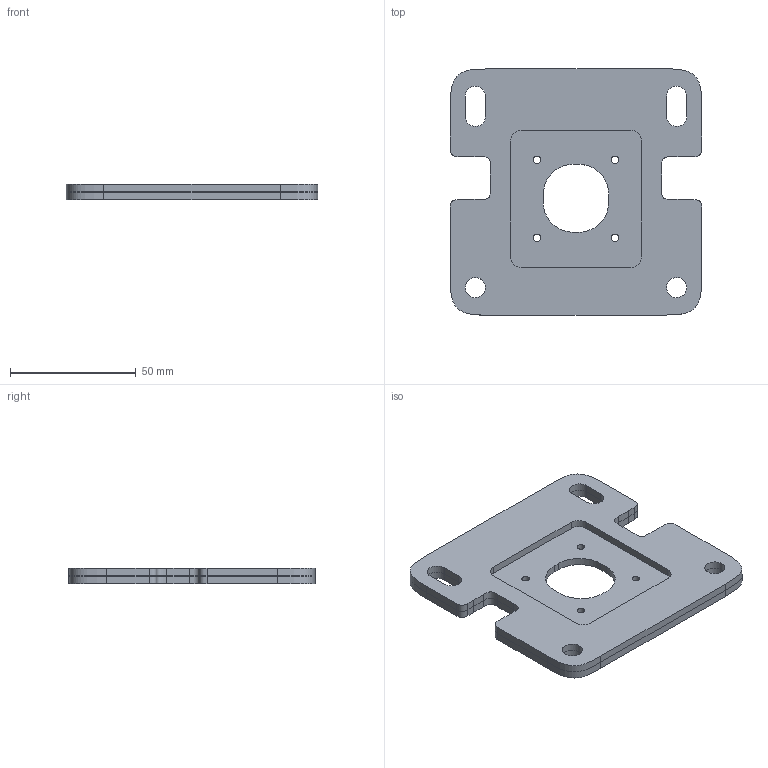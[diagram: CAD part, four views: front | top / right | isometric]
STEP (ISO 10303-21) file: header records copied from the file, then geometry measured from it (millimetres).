
FILE_DESCRIPTION(/* description */ (''),/* implementation_level */ '2;1');
FILE_NAME(/* name */ 'carrige_bread_t12_w50',/* time_stamp */ '2026-01-15T17:48:41+03:00',/* author */ (''),/* organization */ (''),/* preprocessor_version */ 'ST-DEVELOPER v16.5',/* originating_system */ 'Rhino 7.23',/* authorisation */ '');
FILE_SCHEMA (('CONFIG_CONTROL_DESIGN'));
Length unit declared in the file: millimetre
Products named in the file (1): Document
Bounding box: 100 x 97.89 x 6 mm (x, y, z)
Volume: 42670.2 mm3; surface area: 32825.2 mm2
Topology: 2 solids, 2 shells, 108 faces, 312 edges, 208 vertices
Faces by surface type: plane 60, bspline 28, cylinder 20
Full cylindrical faces by diameter (mm): 3 x4, 8 x4
Entity records: 4164 total; most frequent: CARTESIAN_POINT 2090, ORIENTED_EDGE 624, EDGE_CURVE 312, VERTEX_POINT 208, B_SPLINE_CURVE_WITH_KNOTS 192, EDGE_LOOP 136, ADVANCED_FACE 108, FACE_OUTER_BOUND 108
